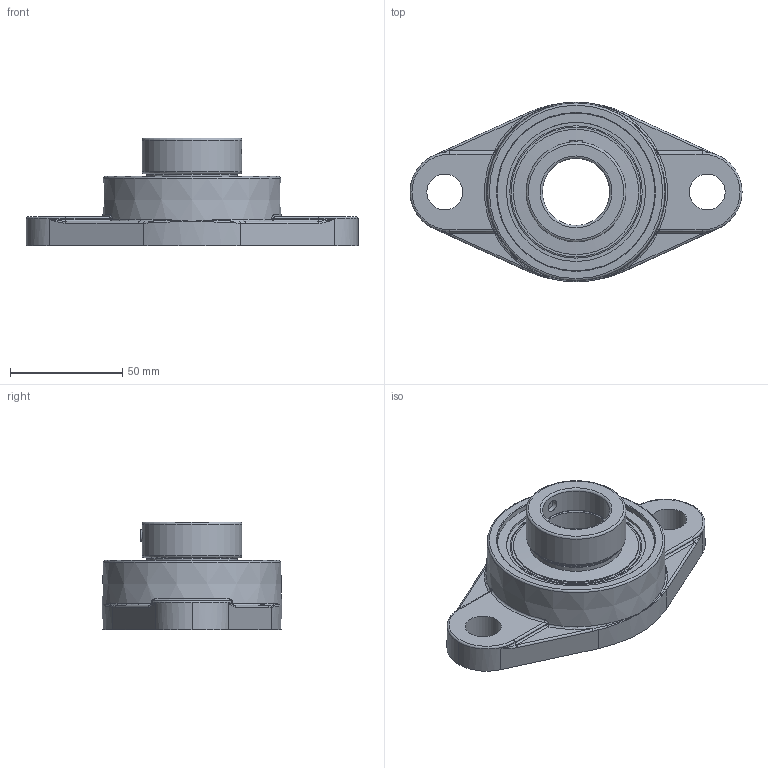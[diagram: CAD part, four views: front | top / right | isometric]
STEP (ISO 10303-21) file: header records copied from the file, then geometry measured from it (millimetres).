
FILE_DESCRIPTION(('HOOPS Exchange Step'),'2;1');
FILE_NAME('export-79FC664B-159F-46E3-B898-DD7D9AB1653B.stp','2020-05-15T11:23:26-07:00',('dkerr'),('Alibre'),'HOOPS Exchange 2020.0','Alibre','Unknown authorisation');
FILE_SCHEMA( ('AP242_MANAGED_MODEL_BASED_3D_ENGINEERING_MIM_LF {1 0 10303 442 1 1 4 }') );
Length unit declared in the file: inch
Products named in the file (8): MRN SFLM L4L 206; SNC 206 (Ball Bearing); SNC 206 (Setscrew); SNC 206 (Shield); SNC 206 L4L (30mm) (Race); SNC 206 (Collar); MRN SNC 206 L4L (30mm); MRN SNCFLM 206 L4L (30mm)
Assembly tree (8 placements, depth 3):
  MRN SNCFLM 206 L4L (30mm)
    MRN SFLM L4L 206
    MRN SNC 206 L4L (30mm)
      SNC 206 (Ball Bearing)
      SNC 206 (Setscrew)
      SNC 206 (Shield)  x2
      SNC 206 L4L (30mm) (Race)
      SNC 206 (Collar)
Bounding box: 148 x 80 x 48.1 mm (x, y, z)
Volume: 141483.7 mm3; surface area: 56483.8 mm2
Topology: 16 solids, 16 shells, 191 faces, 499 edges, 315 vertices
Faces by surface type: cylinder 52, plane 47, bspline 38, torus 26, sphere 16, cone 12
Full cylindrical faces by diameter (mm): 5.359 x2, 5.36 x1, 16 x2, 30 x2, 37.643 x2, 40.322 x4, 41.338 x2, 44.501 x1, 51.397 x2, 55.88 x2, 62.017 x1, 63.21 x1, 70.35 x1
Entity records: 10967 total; most frequent: CARTESIAN_POINT 6414, DIRECTION 922, ORIENTED_EDGE 898, EDGE_CURVE 449, AXIS2_PLACEMENT_3D 404, VERTEX_POINT 301, CIRCLE 230, EDGE_LOOP 206
